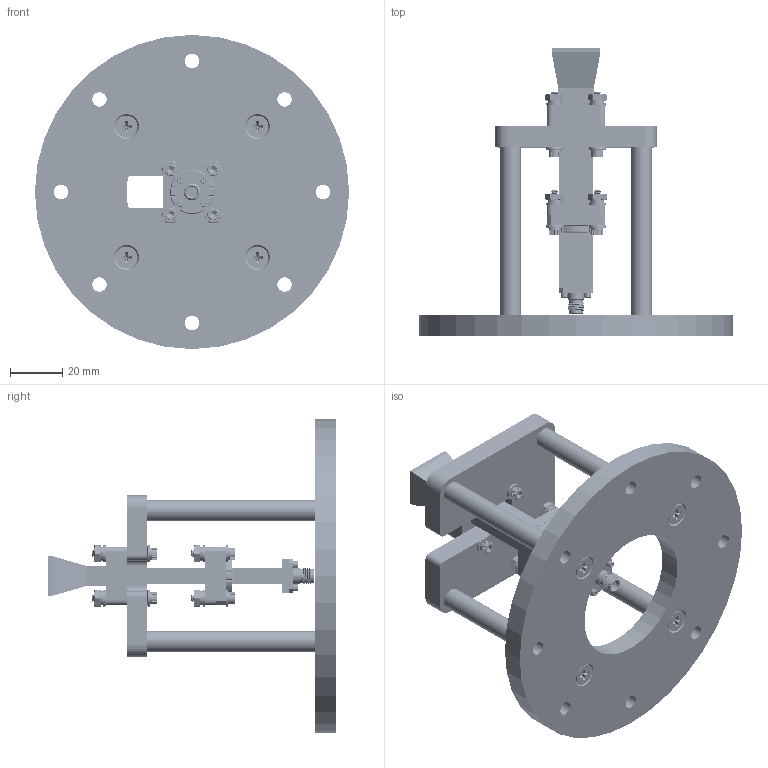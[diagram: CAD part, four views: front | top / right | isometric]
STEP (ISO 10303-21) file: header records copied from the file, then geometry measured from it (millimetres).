
FILE_DESCRIPTION (( 'STEP AP214' ), '1' );
FILE_NAME ('FM1WAN042-10ELKF_3D.step', '2023-10-25T19:18:08', ( '' ), ( '' ), 'SwSTEP 2.0', 'SolidWorks 2022', '' );
FILE_SCHEMA (( 'AUTOMOTIVE_DESIGN' ));
Length unit declared in the file: inch
Products named in the file (14): HD-220WAL50PPA; FM1WAN042-10ELKF_3D; PEWAN042-MNT; Copy of PEWAN042-MNT_LWR PLT^PEWAN042-MNT; PEWAN042-10; No.4 Flat Washer^FM1WAN042-10ELKF_91166A230; Copy of PEWAN042-MNT_STDF RND M4 FEM, 8OD X 64LG^PEWAN042-MNT; 4-40 Nut^FM1WAN042-10ELKF_94150A335; Screw 4-40SH x 7_8^FM1WAN042-10ELKF; No.4 Lock Washer^FM1WAN042-10ELKF_COMPRESSED; Copy of PEWAN042-MNT_UPR PLT^PEWAN042-MNT; PEWCA1070; flat head screw_am_B18.6.7M - M4 x 0.7 x 10 Type I Cross Recessed FHMS --10N; Screw 4-40SH x 9_16^FM1WAN042-10ELKF
Assembly tree (58 placements, depth 3):
  FM1WAN042-10ELKF_3D
    PEWAN042-MNT
      Copy of PEWAN042-MNT_UPR PLT^PEWAN042-MNT
      Copy of PEWAN042-MNT_LWR PLT^PEWAN042-MNT
      Copy of PEWAN042-MNT_STDF RND M4 FEM, 8OD X 64LG^PEWAN042-MNT  x4
      flat head screw_am_B18.6.7M - M4 x 0.7 x 10 Type I Cross Recessed FHMS --10N  x8
    PEWAN042-10
    PEWCA1070
    HD-220WAL50PPA
    Screw 4-40SH x 7_8^FM1WAN042-10ELKF  x4
    Screw 4-40SH x 9_16^FM1WAN042-10ELKF  x4
    No.4 Flat Washer^FM1WAN042-10ELKF_91166A230  x16
    No.4 Lock Washer^FM1WAN042-10ELKF_COMPRESSED  x8
    4-40 Nut^FM1WAN042-10ELKF_94150A335  x8
Bounding box: 120 x 110 x 120 mm (x, y, z)
Volume: 122589.2 mm3; surface area: 63834.8 mm2
Topology: 62 solids, 62 shells, 5266 faces, 14495 edges, 9375 vertices
Faces by surface type: cylinder 1721, plane 1706, cone 954, torus 808, bspline 59, sphere 18
Entity records: 77622 total; most frequent: CARTESIAN_POINT 35837, ORIENTED_EDGE 9436, DIRECTION 7663, EDGE_CURVE 4718, VERTEX_POINT 3035, AXIS2_PLACEMENT_3D 3028, EDGE_LOOP 1879, FACE_OUTER_BOUND 1752
